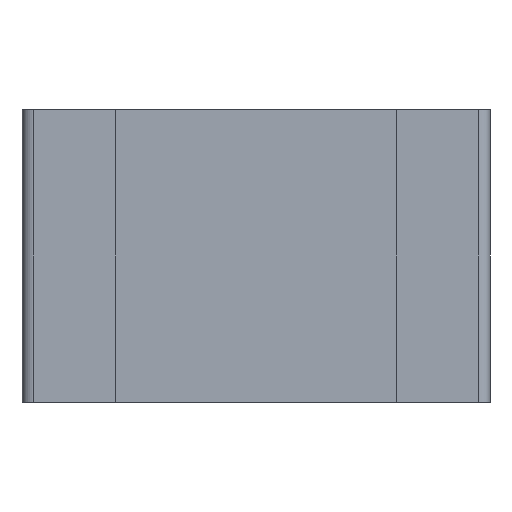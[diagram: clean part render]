
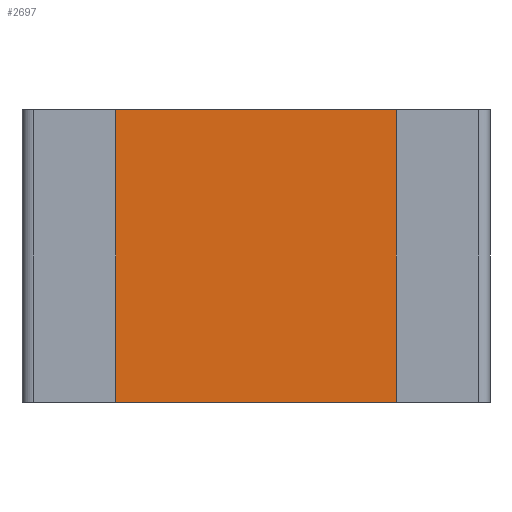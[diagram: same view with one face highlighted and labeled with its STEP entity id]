
A CAD part, front view. The second image highlights one B-rep face of the part: STEP entity #2697.
In plain terms, the highlighted planar face has unit normal (0, -1, 0).
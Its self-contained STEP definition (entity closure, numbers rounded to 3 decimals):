
#3 = VECTOR ( 'NONE', #4640, 1000. ) ;
#61 = VERTEX_POINT ( 'NONE', #1984 ) ;
#130 = DIRECTION ( 'NONE',  ( 0., 0., 1. ) ) ;
#266 = CARTESIAN_POINT ( 'NONE',  ( 0.95, 0.05, 0.625 ) ) ;
#366 = ORIENTED_EDGE ( 'NONE', *, *, #1379, .F. ) ;
#494 = EDGE_LOOP ( 'NONE', ( #1538, #4859, #366, #2755 ) ) ;
#786 = LINE ( 'NONE', #2683, #3812 ) ;
#879 = LINE ( 'NONE', #5676, #2969 ) ;
#942 = EDGE_CURVE ( 'NONE', #61, #4033, #5978, .T. ) ;
#1030 = DIRECTION ( 'NONE',  ( -1., 0., 0. ) ) ;
#1379 = EDGE_CURVE ( 'NONE', #1576, #61, #786, .T. ) ;
#1538 = ORIENTED_EDGE ( 'NONE', *, *, #3478, .F. ) ;
#1576 = VERTEX_POINT ( 'NONE', #266 ) ;
#1825 = AXIS2_PLACEMENT_3D ( 'NONE', #2450, #4377, #130 ) ;
#1984 = CARTESIAN_POINT ( 'NONE',  ( 0.95, 0.05, -0.625 ) ) ;
#2161 = EDGE_CURVE ( 'NONE', #3400, #1576, #3207, .T. ) ;
#2450 = CARTESIAN_POINT ( 'NONE',  ( 0., 0.05, 0. ) ) ;
#2483 = PLANE ( 'NONE',  #1825 ) ;
#2683 = CARTESIAN_POINT ( 'NONE',  ( 0.95, 0.05, -0.625 ) ) ;
#2697 = ADVANCED_FACE ( 'NONE', ( #5726 ), #2483, .F. ) ;
#2755 = ORIENTED_EDGE ( 'NONE', *, *, #2161, .F. ) ;
#2969 = VECTOR ( 'NONE', #5707, 1000. ) ;
#3184 = CARTESIAN_POINT ( 'NONE',  ( -0.95, 0.05, 0.625 ) ) ;
#3207 = LINE ( 'NONE', #5669, #3 ) ;
#3218 = CARTESIAN_POINT ( 'NONE',  ( -0.95, 0.05, -0.625 ) ) ;
#3400 = VERTEX_POINT ( 'NONE', #3184 ) ;
#3478 = EDGE_CURVE ( 'NONE', #4033, #3400, #879, .T. ) ;
#3812 = VECTOR ( 'NONE', #5151, 1000. ) ;
#4033 = VERTEX_POINT ( 'NONE', #3218 ) ;
#4377 = DIRECTION ( 'NONE',  ( 0., 1., 0. ) ) ;
#4640 = DIRECTION ( 'NONE',  ( 1., 0., 0. ) ) ;
#4813 = VECTOR ( 'NONE', #1030, 1000. ) ;
#4859 = ORIENTED_EDGE ( 'NONE', *, *, #942, .F. ) ;
#5151 = DIRECTION ( 'NONE',  ( 0., 0., -1. ) ) ;
#5296 = CARTESIAN_POINT ( 'NONE',  ( -0.95, 0.05, -0.625 ) ) ;
#5669 = CARTESIAN_POINT ( 'NONE',  ( -0.95, 0.05, 0.625 ) ) ;
#5676 = CARTESIAN_POINT ( 'NONE',  ( -0.95, 0.05, -0.625 ) ) ;
#5707 = DIRECTION ( 'NONE',  ( 0., 0., 1. ) ) ;
#5726 = FACE_OUTER_BOUND ( 'NONE', #494, .T. ) ;
#5978 = LINE ( 'NONE', #5296, #4813 ) ;
